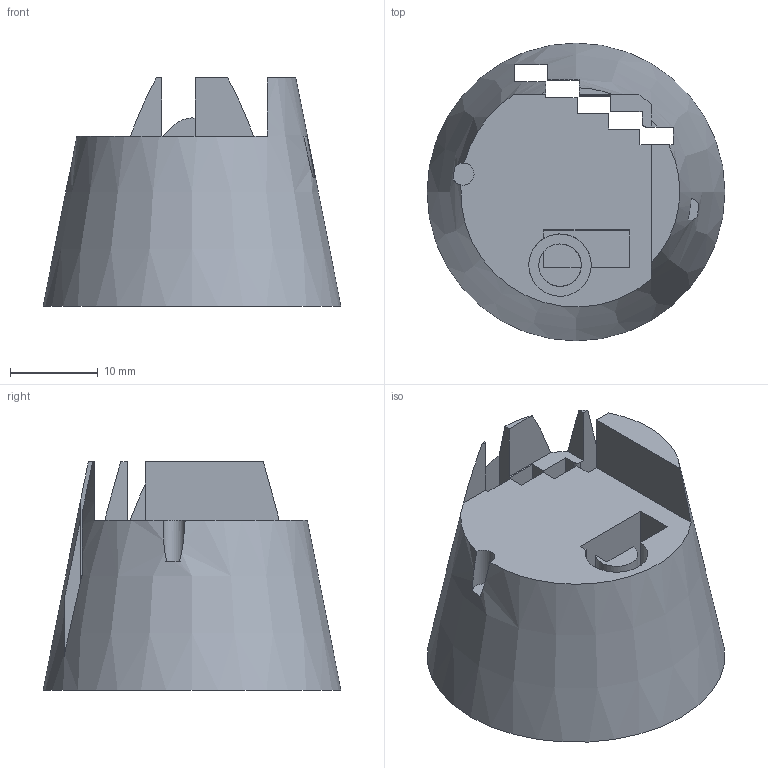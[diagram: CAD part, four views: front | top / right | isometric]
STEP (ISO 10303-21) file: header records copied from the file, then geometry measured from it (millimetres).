
FILE_DESCRIPTION(('Open CASCADE Model'),'2;1');
FILE_NAME('Open CASCADE Shape Model','2025-07-01T18:56:59',('Author'),( 'Open CASCADE'),'Open CASCADE STEP processor 7.5','Open CASCADE 7.5' ,'Unknown');
FILE_SCHEMA(('CONFIG_CONTROL_DESIGN'));
Length unit declared in the file: millimetre
Products named in the file (1): Open CASCADE STEP translator 7.5 11
Bounding box: 33.88 x 33.88 x 25.98 mm (x, y, z)
Volume: 12594.6 mm3; surface area: 5370.5 mm2
Topology: 1 solids, 1 shells, 50 faces, 144 edges, 98 vertices
Faces by surface type: plane 44, cylinder 5, cone 1
Full cylindrical faces by diameter (mm): 4.834 x1, 7.113 x1
Entity records: 3691 total; most frequent: CARTESIAN_POINT 1056, DIRECTION 410, ORIENTED_EDGE 288, PCURVE 288, DEFINITIONAL_REPRESENTATION 288, LINE 192, VECTOR 192, B_SPLINE_CURVE_WITH_KNOTS 148
